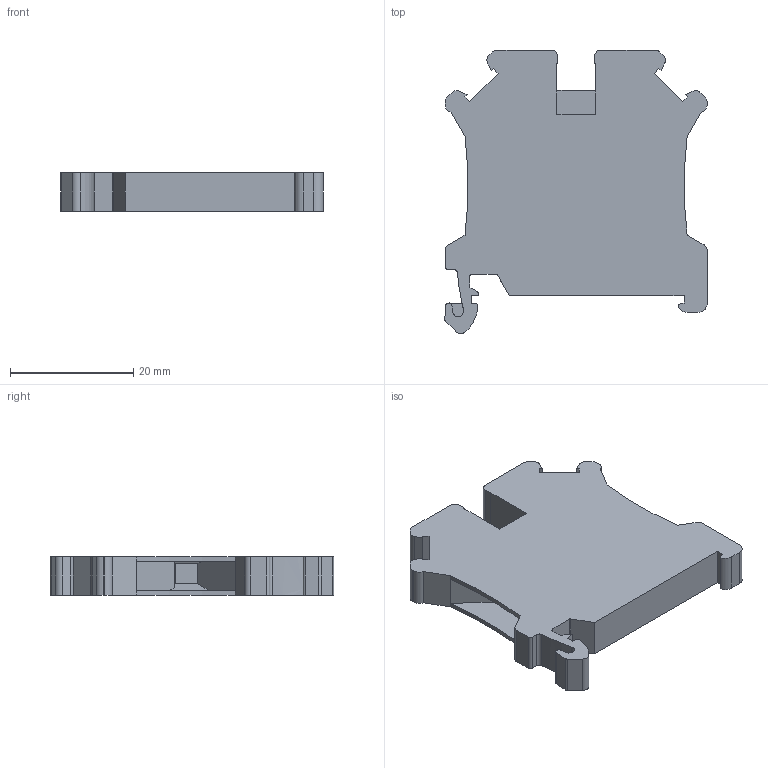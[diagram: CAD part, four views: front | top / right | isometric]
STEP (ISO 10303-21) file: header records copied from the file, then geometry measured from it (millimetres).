
FILE_DESCRIPTION((''),'2;1');
FILE_NAME('5YB574750_ASM','2021-09-09T',('Administrator'),(''),'PRO/ENGINEER BY PARAMETRIC TECHNOLOGY CORPORATION, 2013230','PRO/ENGINEER BY PARAMETRIC TECHNOLOGY CORPORATION, 2013230','');
FILE_SCHEMA(('AUTOMOTIVE_DESIGN { 1 0 10303 214 1 1 1 1 }'));
Length unit declared in the file: millimetre
Products named in the file (1): 5YB574750_ASM
Bounding box: 42.53 x 45.99 x 6.2 mm (x, y, z)
Volume: 7687.7 mm3; surface area: 4983.1 mm2
Topology: 1 solids, 1 shells, 158 faces, 432 edges, 280 vertices
Faces by surface type: plane 92, cylinder 50, cone 8, torus 8
Entity records: 5292 total; most frequent: CARTESIAN_POINT 912, DIRECTION 872, ORIENTED_EDGE 864, EDGE_CURVE 432, VECTOR 292, LINE 292, AXIS2_PLACEMENT_3D 290, VERTEX_POINT 280
